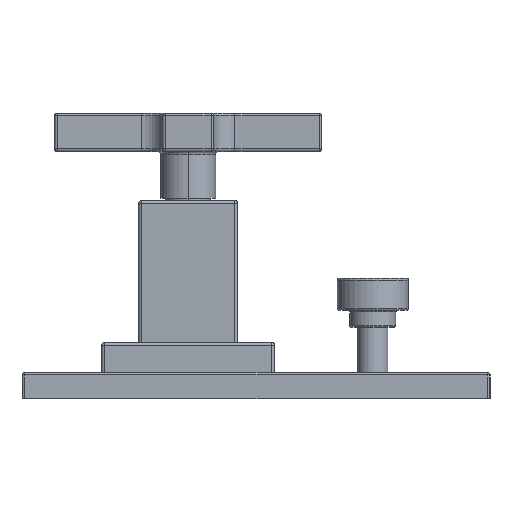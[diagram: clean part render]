
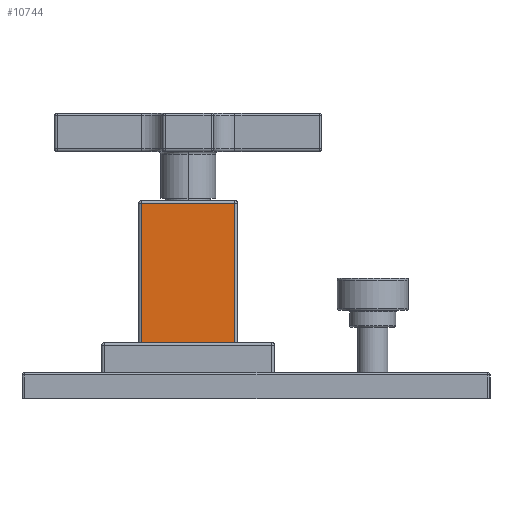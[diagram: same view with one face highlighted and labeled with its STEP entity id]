
A CAD part, left-side view. The second image highlights one B-rep face of the part: STEP entity #10744.
In plain terms, the highlighted planar face has unit normal (-1, 0, 0).
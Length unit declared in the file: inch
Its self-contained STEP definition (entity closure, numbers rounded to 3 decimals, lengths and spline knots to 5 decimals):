
#3984=DIRECTION('',(0.,-1.,0.));
#3985=VECTOR('',#3984,1.1);
#3986=CARTESIAN_POINT('',(-0.67,7.347,0.66));
#3987=LINE('',#3986,#3985);
#4050=DIRECTION('',(0.,0.,-1.));
#4051=VECTOR('',#4050,1.64);
#4052=CARTESIAN_POINT('',(-0.67,7.347,2.3));
#4053=LINE('',#4052,#4051);
#4054=DIRECTION('',(0.,-1.,0.));
#4055=VECTOR('',#4054,1.1);
#4056=CARTESIAN_POINT('',(-0.67,7.347,2.3));
#4057=LINE('',#4056,#4055);
#4058=DIRECTION('',(0.,0.,-1.));
#4059=VECTOR('',#4058,1.64);
#4060=CARTESIAN_POINT('',(-0.67,6.247,2.3));
#4061=LINE('',#4060,#4059);
#5560=CARTESIAN_POINT('',(-0.67,7.347,2.3));
#5561=CARTESIAN_POINT('',(-0.67,6.247,2.3));
#5562=VERTEX_POINT('',#5560);
#5563=VERTEX_POINT('',#5561);
#5576=CARTESIAN_POINT('',(-0.67,7.347,0.66));
#5577=CARTESIAN_POINT('',(-0.67,6.247,0.66));
#5578=VERTEX_POINT('',#5576);
#5579=VERTEX_POINT('',#5577);
#10730=CARTESIAN_POINT('',(-0.67,7.377,0.66));
#10731=DIRECTION('',(-1.,0.,0.));
#10732=DIRECTION('',(0.,-1.,0.));
#10733=AXIS2_PLACEMENT_3D('',#10730,#10731,#10732);
#10734=PLANE('',#10733);
#10735=ORIENTED_EDGE('',*,*,#10637,.F.);
#10737=ORIENTED_EDGE('',*,*,#10736,.F.);
#10739=ORIENTED_EDGE('',*,*,#10738,.T.);
#10741=ORIENTED_EDGE('',*,*,#10740,.T.);
#10742=EDGE_LOOP('',(#10735,#10737,#10739,#10741));
#10743=FACE_OUTER_BOUND('',#10742,.F.);
#10744=ADVANCED_FACE('',(#10743),#10734,.T.);
#10637=EDGE_CURVE('',#5578,#5579,#3987,.T.);
#10736=EDGE_CURVE('',#5562,#5578,#4053,.T.);
#10738=EDGE_CURVE('',#5562,#5563,#4057,.T.);
#10740=EDGE_CURVE('',#5563,#5579,#4061,.T.);
